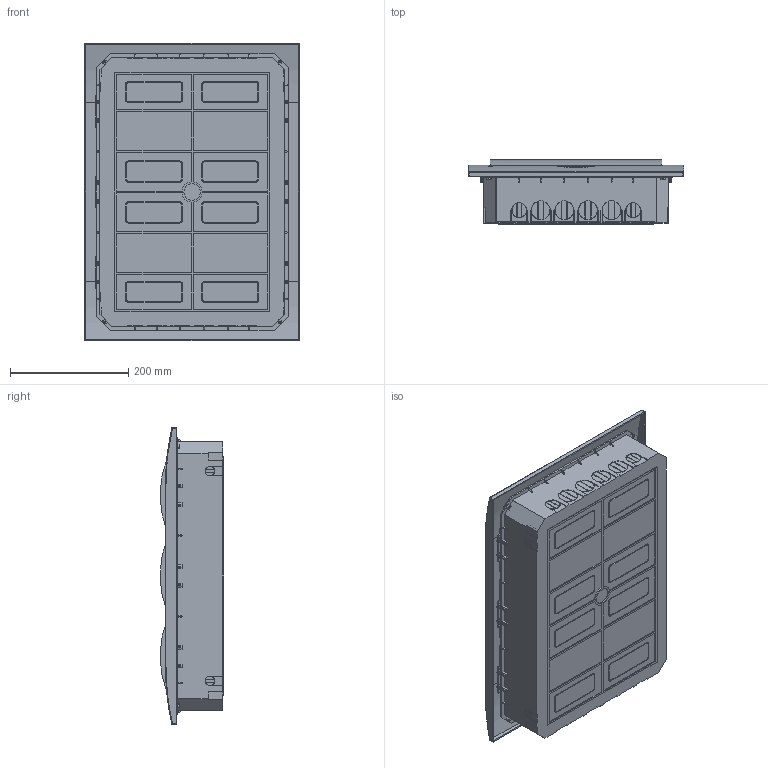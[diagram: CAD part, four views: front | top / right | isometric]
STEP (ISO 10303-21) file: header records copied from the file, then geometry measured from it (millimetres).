
FILE_DESCRIPTION (( 'STEP AP214' ), '1' );
FILE_NAME ('MKP12-V-04-45-41 Êîðïóñ ìîäóëüíûé ïëàñòèêîâûé âñòðàèâàåìûé IP41 ÙÐÂ-Ïê-45 IEK.STEP', '2021-09-10T12:41:50', ( '' ), ( '' ), 'SwSTEP 2.0', 'SolidWorks 2017', '' );
FILE_SCHEMA (( 'AUTOMOTIVE_DESIGN' ));
Length unit declared in the file: millimetre
Products named in the file (1): MKP12-V-04-45-41 Êîðïóñ ìîäóëüíûé ïëàñòèêîâûé âñòðàèâàåìûé IP41 ÙÐÂ-Ïê-45 IEK
Bounding box: 365 x 107.9 x 503 mm (x, y, z)
Volume: 1356755.5 mm3; surface area: 1452000.4 mm2
Topology: 16 solids, 16 shells, 3325 faces, 8977 edges, 5732 vertices
Faces by surface type: plane 2182, cylinder 814, cone 159, bspline 98, torus 56, sphere 16
Entity records: 145186 total; most frequent: CARTESIAN_POINT 25953, ORIENTED_EDGE 17906, DIRECTION 16312, EDGE_CURVE 8953, LINE 6280, VECTOR 6280, VERTEX_POINT 5732, AXIS2_PLACEMENT_3D 5016
